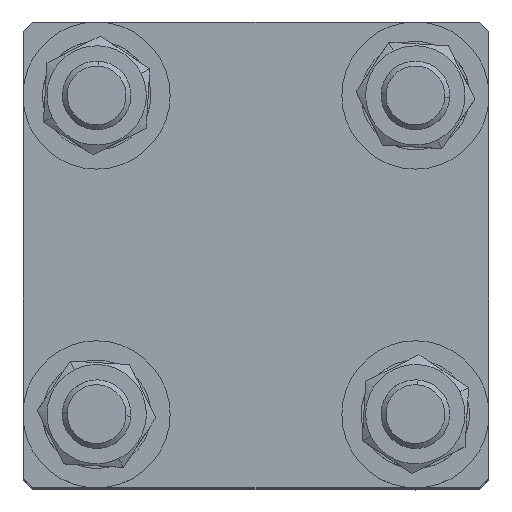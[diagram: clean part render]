
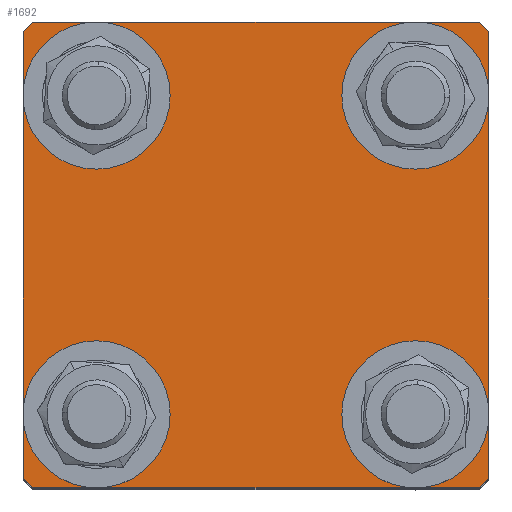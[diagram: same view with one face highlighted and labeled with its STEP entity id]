
A CAD part, top view. The second image highlights one B-rep face of the part: STEP entity #1692.
In plain terms, the highlighted planar face has unit normal (0, 0, 1).
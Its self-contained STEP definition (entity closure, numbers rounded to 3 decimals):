
#945 = CARTESIAN_POINT ( 'NONE',  ( 40., 32.5, 30. ) ) ;
#955 = CARTESIAN_POINT ( 'NONE',  ( 47.5, 45.5, 30. ) ) ;
#980 = CARTESIAN_POINT ( 'NONE',  ( 47.5, -45.5, 30. ) ) ;
#989 = CARTESIAN_POINT ( 'NONE',  ( 25., 32.5, 30. ) ) ;
#997 = CARTESIAN_POINT ( 'NONE',  ( -45.5, 47.5, 30. ) ) ;
#999 = CARTESIAN_POINT ( 'NONE',  ( -47.5, -45.5, 30. ) ) ;
#1012 = CARTESIAN_POINT ( 'NONE',  ( -25., 32.5, 30. ) ) ;
#1050 = CARTESIAN_POINT ( 'NONE',  ( 45.5, -47.5, 30. ) ) ;
#1074 = CARTESIAN_POINT ( 'NONE',  ( -40., 32.5, 30. ) ) ;
#1082 = CARTESIAN_POINT ( 'NONE',  ( 40., -32.5, 30. ) ) ;
#1107 = CARTESIAN_POINT ( 'NONE',  ( -45.5, -47.5, 30. ) ) ;
#1133 = CARTESIAN_POINT ( 'NONE',  ( 25., -32.5, 30. ) ) ;
#1164 = CARTESIAN_POINT ( 'NONE',  ( -40., -32.5, 30. ) ) ;
#1175 = CARTESIAN_POINT ( 'NONE',  ( -25., -32.5, 30. ) ) ;
#1181 = CARTESIAN_POINT ( 'NONE',  ( 45.5, 47.5, 30. ) ) ;
#1202 = CARTESIAN_POINT ( 'NONE',  ( -47.5, 45.5, 30. ) ) ;
#1521 = ORIENTED_EDGE ( 'NONE', *, *, #3516, .T. ) ;
#1522 = ORIENTED_EDGE ( 'NONE', *, *, #3503, .T. ) ;
#1523 = ORIENTED_EDGE ( 'NONE', *, *, #3515, .T. ) ;
#1524 = ORIENTED_EDGE ( 'NONE', *, *, #3500, .T. ) ;
#1525 = ORIENTED_EDGE ( 'NONE', *, *, #3514, .T. ) ;
#1526 = ORIENTED_EDGE ( 'NONE', *, *, #3496, .T. ) ;
#1529 = ORIENTED_EDGE ( 'NONE', *, *, #3513, .T. ) ;
#1531 = ORIENTED_EDGE ( 'NONE', *, *, #3507, .T. ) ;
#1532 = ORIENTED_EDGE ( 'NONE', *, *, #3481, .F. ) ;
#1533 = ORIENTED_EDGE ( 'NONE', *, *, #3512, .F. ) ;
#1534 = ORIENTED_EDGE ( 'NONE', *, *, #3477, .F. ) ;
#1535 = ORIENTED_EDGE ( 'NONE', *, *, #3511, .F. ) ;
#1536 = ORIENTED_EDGE ( 'NONE', *, *, #3473, .F. ) ;
#1537 = ORIENTED_EDGE ( 'NONE', *, *, #3510, .F. ) ;
#1538 = ORIENTED_EDGE ( 'NONE', *, *, #3469, .F. ) ;
#1539 = ORIENTED_EDGE ( 'NONE', *, *, #3509, .F. ) ;
#1692 = ADVANCED_FACE ( 'NONE', ( #3346, #3349, #3342, #3348, #3345 ), #3972, .F. ) ;
#1844 = AXIS2_PLACEMENT_3D ( 'NONE', #3968, #3969, #3981 ) ;
#1966 = AXIS2_PLACEMENT_3D ( 'NONE', #5275, #5276, #5277 ) ;
#1968 = AXIS2_PLACEMENT_3D ( 'NONE', #5285, #5286, #5287 ) ;
#1970 = AXIS2_PLACEMENT_3D ( 'NONE', #5295, #5296, #5297 ) ;
#1972 = AXIS2_PLACEMENT_3D ( 'NONE', #5307, #5308, #5309 ) ;
#1979 = AXIS2_PLACEMENT_3D ( 'NONE', #5366, #5367, #5368 ) ;
#1980 = AXIS2_PLACEMENT_3D ( 'NONE', #5369, #5370, #5371 ) ;
#1981 = AXIS2_PLACEMENT_3D ( 'NONE', #5374, #5375, #5376 ) ;
#1982 = AXIS2_PLACEMENT_3D ( 'NONE', #5377, #5378, #5379 ) ;
#2600 = EDGE_LOOP ( 'NONE', ( #1539, #1538 ) ) ;
#2603 = EDGE_LOOP ( 'NONE', ( #1537, #1536 ) ) ;
#2605 = EDGE_LOOP ( 'NONE', ( #1533, #1532 ) ) ;
#2606 = EDGE_LOOP ( 'NONE', ( #1531, #1529, #1526, #1525, #1524, #1523, #1522, #1521 ) ) ;
#2607 = EDGE_LOOP ( 'NONE', ( #1535, #1534 ) ) ;
#2796 = VERTEX_POINT ( 'NONE', #945 ) ;
#2806 = VERTEX_POINT ( 'NONE', #955 ) ;
#2831 = VERTEX_POINT ( 'NONE', #980 ) ;
#2840 = VERTEX_POINT ( 'NONE', #989 ) ;
#2848 = VERTEX_POINT ( 'NONE', #997 ) ;
#2850 = VERTEX_POINT ( 'NONE', #999 ) ;
#2863 = VERTEX_POINT ( 'NONE', #1012 ) ;
#2901 = VERTEX_POINT ( 'NONE', #1050 ) ;
#2927 = VERTEX_POINT ( 'NONE', #1074 ) ;
#2935 = VERTEX_POINT ( 'NONE', #1082 ) ;
#2960 = VERTEX_POINT ( 'NONE', #1107 ) ;
#2986 = VERTEX_POINT ( 'NONE', #1133 ) ;
#3017 = VERTEX_POINT ( 'NONE', #1164 ) ;
#3028 = VERTEX_POINT ( 'NONE', #1175 ) ;
#3034 = VERTEX_POINT ( 'NONE', #1181 ) ;
#3055 = VERTEX_POINT ( 'NONE', #1202 ) ;
#3342 = FACE_BOUND ( 'NONE', #2607, .T. ) ;
#3345 = FACE_OUTER_BOUND ( 'NONE', #2606, .T. ) ;
#3346 = FACE_BOUND ( 'NONE', #2600, .T. ) ;
#3348 = FACE_BOUND ( 'NONE', #2605, .T. ) ;
#3349 = FACE_BOUND ( 'NONE', #2603, .T. ) ;
#3469 = EDGE_CURVE ( 'NONE', #2840, #2796, #4694, .T. ) ;
#3473 = EDGE_CURVE ( 'NONE', #2927, #2863, #4700, .T. ) ;
#3477 = EDGE_CURVE ( 'NONE', #3017, #3028, #4706, .T. ) ;
#3481 = EDGE_CURVE ( 'NONE', #2986, #2935, #4712, .T. ) ;
#3496 = EDGE_CURVE ( 'NONE', #2831, #2806, #4737, .T. ) ;
#3500 = EDGE_CURVE ( 'NONE', #3034, #2848, #4744, .T. ) ;
#3503 = EDGE_CURVE ( 'NONE', #3055, #2850, #4750, .T. ) ;
#3507 = EDGE_CURVE ( 'NONE', #2960, #2901, #4757, .T. ) ;
#3509 = EDGE_CURVE ( 'NONE', #2796, #2840, #4761, .T. ) ;
#3510 = EDGE_CURVE ( 'NONE', #2863, #2927, #4763, .T. ) ;
#3511 = EDGE_CURVE ( 'NONE', #3028, #3017, #4764, .T. ) ;
#3512 = EDGE_CURVE ( 'NONE', #2935, #2986, #4765, .T. ) ;
#3513 = EDGE_CURVE ( 'NONE', #2901, #2831, #4766, .T. ) ;
#3514 = EDGE_CURVE ( 'NONE', #2806, #3034, #4767, .T. ) ;
#3515 = EDGE_CURVE ( 'NONE', #2848, #3055, #4769, .T. ) ;
#3516 = EDGE_CURVE ( 'NONE', #2850, #2960, #4771, .T. ) ;
#3968 = CARTESIAN_POINT ( 'NONE',  ( 0., 0., 30. ) ) ;
#3969 = DIRECTION ( 'NONE',  ( 0., 0., -1. ) ) ;
#3972 = PLANE ( 'NONE',  #1844 ) ;
#3981 = DIRECTION ( 'NONE',  ( -1., 0., 0. ) ) ;
#4694 = CIRCLE ( 'NONE', #1966, 7.5 ) ;
#4700 = CIRCLE ( 'NONE', #1968, 7.5 ) ;
#4706 = CIRCLE ( 'NONE', #1970, 7.5 ) ;
#4712 = CIRCLE ( 'NONE', #1972, 7.5 ) ;
#4737 = LINE ( 'NONE', #5333, #4739 ) ;
#4739 = VECTOR ( 'NONE', #5334, 1000. ) ;
#4744 = LINE ( 'NONE', #5349, #4747 ) ;
#4747 = VECTOR ( 'NONE', #5350, 1000. ) ;
#4750 = LINE ( 'NONE', #5355, #4753 ) ;
#4753 = VECTOR ( 'NONE', #5356, 1000. ) ;
#4757 = LINE ( 'NONE', #5362, #4760 ) ;
#4760 = VECTOR ( 'NONE', #5363, 1000. ) ;
#4761 = CIRCLE ( 'NONE', #1979, 7.5 ) ;
#4763 = CIRCLE ( 'NONE', #1980, 7.5 ) ;
#4764 = CIRCLE ( 'NONE', #1981, 7.5 ) ;
#4765 = CIRCLE ( 'NONE', #1982, 7.5 ) ;
#4766 = LINE ( 'NONE', #5372, #4768 ) ;
#4767 = LINE ( 'NONE', #5380, #4770 ) ;
#4768 = VECTOR ( 'NONE', #5373, 1000. ) ;
#4769 = LINE ( 'NONE', #5382, #4772 ) ;
#4770 = VECTOR ( 'NONE', #5381, 1000. ) ;
#4771 = LINE ( 'NONE', #5384, #4774 ) ;
#4772 = VECTOR ( 'NONE', #5383, 1000. ) ;
#4774 = VECTOR ( 'NONE', #5385, 1000. ) ;
#5275 = CARTESIAN_POINT ( 'NONE',  ( 32.5, 32.5, 30. ) ) ;
#5276 = DIRECTION ( 'NONE',  ( 0., 0., 1. ) ) ;
#5277 = DIRECTION ( 'NONE',  ( 1., 0., 0. ) ) ;
#5285 = CARTESIAN_POINT ( 'NONE',  ( -32.5, 32.5, 30. ) ) ;
#5286 = DIRECTION ( 'NONE',  ( 0., 0., 1. ) ) ;
#5287 = DIRECTION ( 'NONE',  ( 1., 0., 0. ) ) ;
#5295 = CARTESIAN_POINT ( 'NONE',  ( -32.5, -32.5, 30. ) ) ;
#5296 = DIRECTION ( 'NONE',  ( 0., 0., 1. ) ) ;
#5297 = DIRECTION ( 'NONE',  ( 1., 0., 0. ) ) ;
#5307 = CARTESIAN_POINT ( 'NONE',  ( 32.5, -32.5, 30. ) ) ;
#5308 = DIRECTION ( 'NONE',  ( 0., 0., 1. ) ) ;
#5309 = DIRECTION ( 'NONE',  ( 1., 0., 0. ) ) ;
#5333 = CARTESIAN_POINT ( 'NONE',  ( 47.5, -47.5, 30. ) ) ;
#5334 = DIRECTION ( 'NONE',  ( 0., 1., 0. ) ) ;
#5349 = CARTESIAN_POINT ( 'NONE',  ( -47.5, 47.5, 30. ) ) ;
#5350 = DIRECTION ( 'NONE',  ( -1., 0., 0. ) ) ;
#5355 = CARTESIAN_POINT ( 'NONE',  ( -47.5, -47.5, 30. ) ) ;
#5356 = DIRECTION ( 'NONE',  ( 0., -1., 0. ) ) ;
#5362 = CARTESIAN_POINT ( 'NONE',  ( -47.5, -47.5, 30. ) ) ;
#5363 = DIRECTION ( 'NONE',  ( 1., 0., 0. ) ) ;
#5366 = CARTESIAN_POINT ( 'NONE',  ( 32.5, 32.5, 30. ) ) ;
#5367 = DIRECTION ( 'NONE',  ( 0., 0., 1. ) ) ;
#5368 = DIRECTION ( 'NONE',  ( 1., 0., 0. ) ) ;
#5369 = CARTESIAN_POINT ( 'NONE',  ( -32.5, 32.5, 30. ) ) ;
#5370 = DIRECTION ( 'NONE',  ( 0., 0., 1. ) ) ;
#5371 = DIRECTION ( 'NONE',  ( 1., 0., 0. ) ) ;
#5372 = CARTESIAN_POINT ( 'NONE',  ( 47.5, -45.5, 30. ) ) ;
#5373 = DIRECTION ( 'NONE',  ( 0.707, 0.707, 0. ) ) ;
#5374 = CARTESIAN_POINT ( 'NONE',  ( -32.5, -32.5, 30. ) ) ;
#5375 = DIRECTION ( 'NONE',  ( 0., 0., 1. ) ) ;
#5376 = DIRECTION ( 'NONE',  ( 1., 0., 0. ) ) ;
#5377 = CARTESIAN_POINT ( 'NONE',  ( 32.5, -32.5, 30. ) ) ;
#5378 = DIRECTION ( 'NONE',  ( 0., 0., 1. ) ) ;
#5379 = DIRECTION ( 'NONE',  ( 1., 0., 0. ) ) ;
#5380 = CARTESIAN_POINT ( 'NONE',  ( 45.5, 47.5, 30. ) ) ;
#5381 = DIRECTION ( 'NONE',  ( -0.707, 0.707, 0. ) ) ;
#5382 = CARTESIAN_POINT ( 'NONE',  ( -47.5, 45.5, 30. ) ) ;
#5383 = DIRECTION ( 'NONE',  ( -0.707, -0.707, 0. ) ) ;
#5384 = CARTESIAN_POINT ( 'NONE',  ( -45.5, -47.5, 30. ) ) ;
#5385 = DIRECTION ( 'NONE',  ( 0.707, -0.707, 0. ) ) ;
